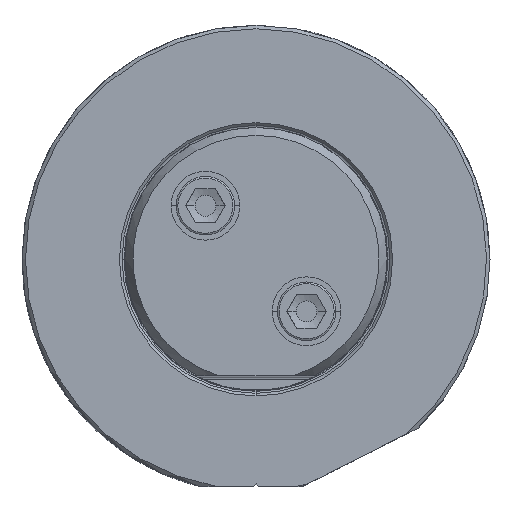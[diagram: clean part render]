
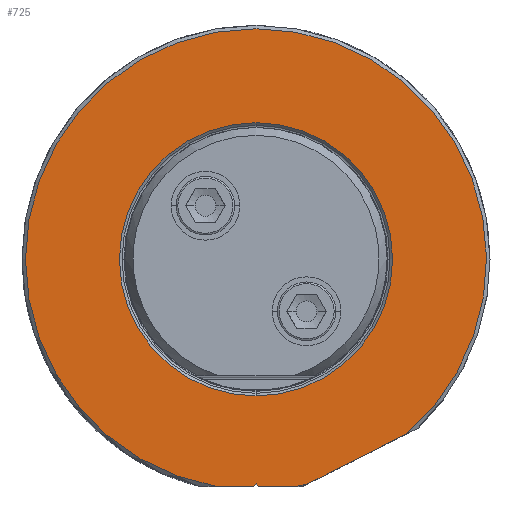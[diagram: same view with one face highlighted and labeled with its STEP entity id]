
A CAD part, top view. The second image highlights one B-rep face of the part: STEP entity #725.
In plain terms, the highlighted planar face has unit normal (0, 0, 1).
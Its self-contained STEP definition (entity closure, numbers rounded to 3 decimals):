
#234=PLANE('',#6288);
#725=ADVANCED_FACE('',(#1031,#1032),#234,.T.);
#1031=FACE_BOUND('',#1208,.T.);
#1032=FACE_BOUND('',#1209,.T.);
#1208=EDGE_LOOP('',(#3503,#3504,#3505,#3506,#3507,#3508,#3509,#3510));
#1209=EDGE_LOOP('',(#3511,#3512));
#1510=CIRCLE('',#6282,33.5);
#1511=CIRCLE('',#6283,33.5);
#1512=CIRCLE('',#6285,33.5);
#1513=CIRCLE('',#6286,19.85);
#1514=CIRCLE('',#6287,19.85);
#1825=LINE('',#12457,#2150);
#1827=LINE('',#12475,#2152);
#1829=LINE('',#12479,#2154);
#1831=LINE('',#12483,#2156);
#1833=LINE('',#12487,#2158);
#2150=VECTOR('',#7288,1.);
#2152=VECTOR('',#7292,1.);
#2154=VECTOR('',#7296,1.);
#2156=VECTOR('',#7300,1.);
#2158=VECTOR('',#7304,1.);
#3503=ORIENTED_EDGE('',*,*,#5432,.T.);
#3504=ORIENTED_EDGE('',*,*,#5350,.T.);
#3505=ORIENTED_EDGE('',*,*,#5431,.T.);
#3506=ORIENTED_EDGE('',*,*,#5430,.T.);
#3507=ORIENTED_EDGE('',*,*,#5360,.F.);
#3508=ORIENTED_EDGE('',*,*,#5358,.T.);
#3509=ORIENTED_EDGE('',*,*,#5356,.T.);
#3510=ORIENTED_EDGE('',*,*,#5354,.F.);
#3511=ORIENTED_EDGE('',*,*,#5433,.T.);
#3512=ORIENTED_EDGE('',*,*,#5434,.T.);
#4649=VERTEX_POINT('',#12456);
#4650=VERTEX_POINT('',#12458);
#4652=VERTEX_POINT('',#12474);
#4653=VERTEX_POINT('',#12476);
#4654=VERTEX_POINT('',#12480);
#4655=VERTEX_POINT('',#12484);
#4656=VERTEX_POINT('',#12488);
#4695=VERTEX_POINT('',#14632);
#4696=VERTEX_POINT('',#14637);
#4697=VERTEX_POINT('',#14638);
#5350=EDGE_CURVE('',#4650,#4649,#1825,.T.);
#5354=EDGE_CURVE('',#4652,#4653,#1827,.T.);
#5356=EDGE_CURVE('',#4654,#4653,#1829,.T.);
#5358=EDGE_CURVE('',#4655,#4654,#1831,.T.);
#5360=EDGE_CURVE('',#4655,#4656,#1833,.T.);
#5430=EDGE_CURVE('',#4695,#4656,#1510,.T.);
#5431=EDGE_CURVE('',#4649,#4695,#1511,.T.);
#5432=EDGE_CURVE('',#4652,#4650,#1512,.T.);
#5433=EDGE_CURVE('',#4696,#4697,#1513,.T.);
#5434=EDGE_CURVE('',#4697,#4696,#1514,.T.);
#6282=AXIS2_PLACEMENT_3D('',#14631,#7403,#7404);
#6283=AXIS2_PLACEMENT_3D('',#14633,#7405,#7406);
#6285=AXIS2_PLACEMENT_3D('',#14635,#7409,#7410);
#6286=AXIS2_PLACEMENT_3D('',#14636,#7411,#7412);
#6287=AXIS2_PLACEMENT_3D('',#14639,#7413,#7414);
#6288=AXIS2_PLACEMENT_3D('',#14640,#7415,#7416);
#7288=DIRECTION('',(0.893,0.451,0.));
#7292=DIRECTION('',(-1.,0.,0.));
#7296=DIRECTION('',(0.707,-0.707,0.));
#7300=DIRECTION('',(0.707,0.707,0.));
#7304=DIRECTION('',(-1.,0.,0.));
#7403=DIRECTION('',(0.,0.,1.));
#7404=DIRECTION('',(0.,1.,0.));
#7405=DIRECTION('',(0.,0.,1.));
#7406=DIRECTION('',(0.654,-0.757,0.));
#7409=DIRECTION('',(0.,0.,1.));
#7410=DIRECTION('',(0.172,-0.985,0.));
#7411=DIRECTION('',(0.,0.,-1.));
#7412=DIRECTION('',(0.,-1.,0.));
#7413=DIRECTION('',(0.,0.,-1.));
#7414=DIRECTION('',(0.,1.,0.));
#7415=DIRECTION('',(0.,0.,1.));
#7416=DIRECTION('',(0.,-1.,0.));
#12456=CARTESIAN_POINT('',(21.9,-25.35,0.));
#12457=CARTESIAN_POINT('',(7.396,-32.673,0.));
#12458=CARTESIAN_POINT('',(7.396,-32.673,0.));
#12474=CARTESIAN_POINT('',(5.766,-33.,0.));
#12475=CARTESIAN_POINT('',(5.766,-33.,0.));
#12476=CARTESIAN_POINT('',(0.354,-33.,0.));
#12479=CARTESIAN_POINT('',(0.,-32.646,0.));
#12480=CARTESIAN_POINT('',(0.,-32.646,0.));
#12483=CARTESIAN_POINT('',(-0.354,-33.,0.));
#12484=CARTESIAN_POINT('',(-0.354,-33.,0.));
#12487=CARTESIAN_POINT('',(-0.354,-33.,0.));
#12488=CARTESIAN_POINT('',(-5.766,-33.,0.));
#14631=CARTESIAN_POINT('',(0.,0.,0.));
#14632=CARTESIAN_POINT('',(0.,33.5,0.));
#14633=CARTESIAN_POINT('',(0.,0.,0.));
#14635=CARTESIAN_POINT('',(0.,0.,0.));
#14636=CARTESIAN_POINT('',(0.,0.,0.));
#14637=CARTESIAN_POINT('',(0.,-19.85,0.));
#14638=CARTESIAN_POINT('',(0.,19.85,0.));
#14639=CARTESIAN_POINT('',(0.,0.,0.));
#14640=CARTESIAN_POINT('',(0.,0.25,0.));
